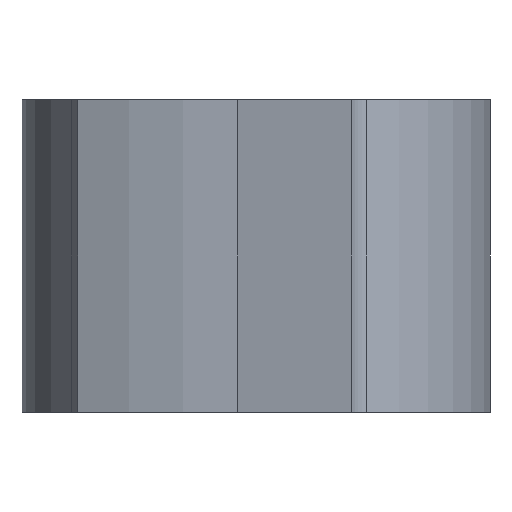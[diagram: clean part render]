
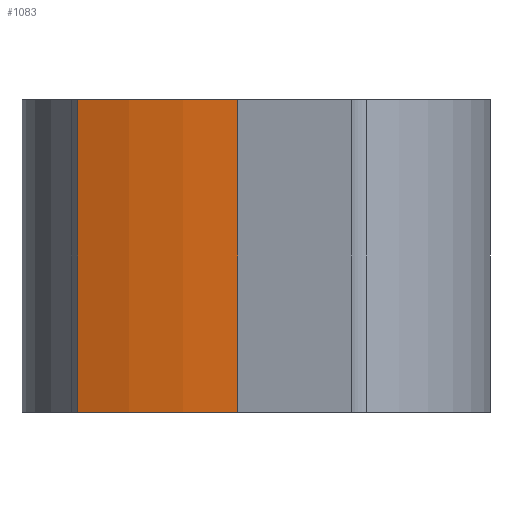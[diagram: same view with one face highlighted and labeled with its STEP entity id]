
A CAD part, front view. The second image highlights one B-rep face of the part: STEP entity #1083.
In plain terms, the highlighted cylindrical face has radius 63.5 mm (diameter 127 mm), a partial arc.
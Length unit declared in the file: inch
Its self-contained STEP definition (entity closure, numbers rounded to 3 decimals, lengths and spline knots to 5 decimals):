
#57=FACE_OUTER_BOUND('',#122,.T.);
#122=EDGE_LOOP('',(#841,#842,#843,#844));
#221=LINE('',#1858,#320);
#222=LINE('',#1860,#321);
#320=VECTOR('',#1473,0.3937);
#321=VECTOR('',#1476,0.3937);
#375=CIRCLE('',#1154,2.5);
#384=CIRCLE('',#1165,2.5);
#443=VERTEX_POINT('',#1640);
#444=VERTEX_POINT('',#1642);
#462=VERTEX_POINT('',#1681);
#463=VERTEX_POINT('',#1683);
#554=EDGE_CURVE('',#444,#443,#375,.T.);
#574=EDGE_CURVE('',#462,#463,#384,.T.);
#661=EDGE_CURVE('',#462,#444,#221,.T.);
#662=EDGE_CURVE('',#463,#443,#222,.T.);
#841=ORIENTED_EDGE('',*,*,#661,.T.);
#842=ORIENTED_EDGE('',*,*,#554,.T.);
#843=ORIENTED_EDGE('',*,*,#662,.F.);
#844=ORIENTED_EDGE('',*,*,#574,.F.);
#1045=CYLINDRICAL_SURFACE('',#1222,2.5);
#1083=ADVANCED_FACE('',(#57),#1045,.T.);
#1154=AXIS2_PLACEMENT_3D('',#1643,#1291,#1292);
#1165=AXIS2_PLACEMENT_3D('',#1684,#1324,#1325);
#1222=AXIS2_PLACEMENT_3D('',#1859,#1474,#1475);
#1291=DIRECTION('center_axis',(0.,0.,1.));
#1292=DIRECTION('ref_axis',(-0.4,-0.917,0.));
#1324=DIRECTION('center_axis',(0.,0.,1.));
#1325=DIRECTION('ref_axis',(-0.4,-0.917,0.));
#1473=DIRECTION('',(0.,0.,-1.));
#1474=DIRECTION('center_axis',(0.,0.,1.));
#1475=DIRECTION('ref_axis',(1.,0.,0.));
#1476=DIRECTION('',(0.,0.,-1.));
#1640=CARTESIAN_POINT('',(-0.105,-2.49779,-0.375));
#1642=CARTESIAN_POINT('',(-1.,-2.29129,-0.375));
#1643=CARTESIAN_POINT('Origin',(0.,0.,
-0.375));
#1681=CARTESIAN_POINT('',(-1.,-2.29129,1.375));
#1683=CARTESIAN_POINT('',(-0.105,-2.49779,1.375));
#1684=CARTESIAN_POINT('Origin',(0.,0.,
1.375));
#1858=CARTESIAN_POINT('',(-1.,-2.29129,0.125));
#1859=CARTESIAN_POINT('Origin',(0.,0.,
0.125));
#1860=CARTESIAN_POINT('',(-0.105,-2.49779,0.125));
